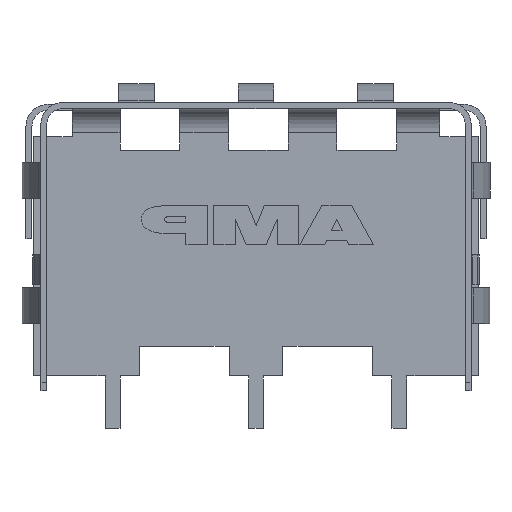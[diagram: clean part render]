
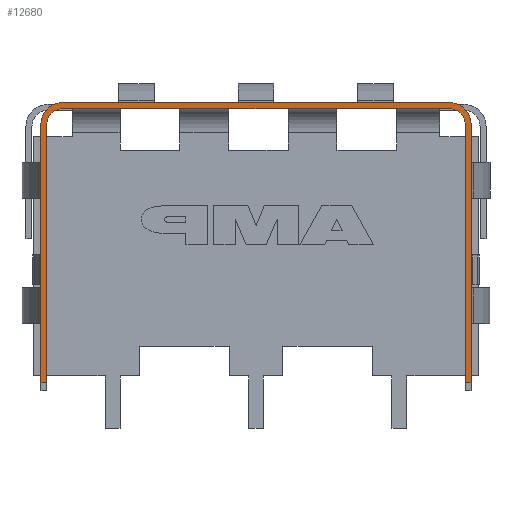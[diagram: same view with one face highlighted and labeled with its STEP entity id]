
A CAD part, left-side view. The second image highlights one B-rep face of the part: STEP entity #12680.
In plain terms, the highlighted planar face has unit normal (-1, 0, 0).
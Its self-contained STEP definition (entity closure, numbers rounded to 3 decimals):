
#6590=CARTESIAN_POINT('',(-42.4,-6.465,9.506));
#6591=VERTEX_POINT('',#6590);
#6598=CARTESIAN_POINT('',(-42.4,6.455,9.506));
#6599=VERTEX_POINT('',#6598);
#6600=CARTESIAN_POINT('',(-42.4,6.455,9.506));
#6601=DIRECTION('',(0.0,-1.0,0.0));
#6602=VECTOR('',#6601,12.92);
#6603=LINE('',#6600,#6602);
#6604=EDGE_CURVE('',#6599,#6591,#6603,.T.);
#7531=CARTESIAN_POINT('',(-42.4,7.195,0.326));
#7532=VERTEX_POINT('',#7531);
#7539=CARTESIAN_POINT('',(-42.4,7.195,8.966));
#7540=VERTEX_POINT('',#7539);
#7541=CARTESIAN_POINT('',(-42.4,7.195,0.326));
#7542=DIRECTION('',(0.0,0.0,1.0));
#7543=VECTOR('',#7542,8.64);
#7544=LINE('',#7541,#7543);
#7545=EDGE_CURVE('',#7532,#7540,#7544,.T.);
#7930=CARTESIAN_POINT('',(-42.4,6.995,8.966));
#7931=VERTEX_POINT('',#7930);
#7938=CARTESIAN_POINT('',(-42.4,6.995,0.326));
#7939=VERTEX_POINT('',#7938);
#7940=CARTESIAN_POINT('',(-42.4,6.995,0.326));
#7941=DIRECTION('',(0.0,0.0,1.0));
#7942=VECTOR('',#7941,8.64);
#7943=LINE('',#7940,#7942);
#7944=EDGE_CURVE('',#7939,#7931,#7943,.T.);
#8591=CARTESIAN_POINT('',(-42.4,6.455,9.706));
#8592=VERTEX_POINT('',#8591);
#8593=CARTESIAN_POINT('',(-42.4,6.455,8.966));
#8594=DIRECTION('',(1.0,0.0,0.0));
#8595=DIRECTION('',(0.0,1.0,0.0));
#8596=AXIS2_PLACEMENT_3D('',#8593,#8594,#8595);
#8597=CIRCLE('',#8596,0.74);
#8598=EDGE_CURVE('',#7540,#8592,#8597,.T.);
#8998=CARTESIAN_POINT('',(-42.4,-6.465,9.706));
#8999=VERTEX_POINT('',#8998);
#9000=CARTESIAN_POINT('',(-42.4,6.455,9.706));
#9001=DIRECTION('',(0.0,-1.0,0.0));
#9002=VECTOR('',#9001,12.92);
#9003=LINE('',#9000,#9002);
#9004=EDGE_CURVE('',#8592,#8999,#9003,.T.);
#12608=CARTESIAN_POINT('',(-42.4,6.455,8.966));
#12609=DIRECTION('',(1.0,0.0,0.0));
#12610=DIRECTION('',(0.0,1.0,0.0));
#12611=AXIS2_PLACEMENT_3D('',#12608,#12609,#12610);
#12612=CIRCLE('',#12611,0.54);
#12613=EDGE_CURVE('',#7931,#6599,#12612,.T.);
#12621=CARTESIAN_POINT('',(-42.4,6.418,8.929));
#12622=DIRECTION('',(1.0,0.0,0.0));
#12623=DIRECTION('',(0.0,1.0,0.0));
#12624=AXIS2_PLACEMENT_3D('',#12621,#12622,#12623);
#12625=PLANE('',#12624);
#12626=ORIENTED_EDGE('',*,*,#12613,.T.);
#12627=ORIENTED_EDGE('',*,*,#6604,.T.);
#12628=CARTESIAN_POINT('',(-42.4,-7.005,8.966));
#12629=VERTEX_POINT('',#12628);
#12630=CARTESIAN_POINT('',(-42.4,-6.465,8.966));
#12631=DIRECTION('',(1.0,0.0,0.0));
#12632=DIRECTION('',(0.0,0.0,1.0));
#12633=AXIS2_PLACEMENT_3D('',#12630,#12631,#12632);
#12634=CIRCLE('',#12633,0.54);
#12635=EDGE_CURVE('',#6591,#12629,#12634,.T.);
#12636=ORIENTED_EDGE('',*,*,#12635,.T.);
#12637=CARTESIAN_POINT('',(-42.4,-7.005,0.326));
#12638=VERTEX_POINT('',#12637);
#12639=CARTESIAN_POINT('',(-42.4,-7.005,8.966));
#12640=DIRECTION('',(0.0,0.0,-1.0));
#12641=VECTOR('',#12640,8.64);
#12642=LINE('',#12639,#12641);
#12643=EDGE_CURVE('',#12629,#12638,#12642,.T.);
#12644=ORIENTED_EDGE('',*,*,#12643,.T.);
#12645=CARTESIAN_POINT('',(-42.4,-7.205,0.326));
#12646=VERTEX_POINT('',#12645);
#12647=CARTESIAN_POINT('',(-42.4,-7.005,0.326));
#12648=DIRECTION('',(0.0,-1.0,0.0));
#12649=VECTOR('',#12648,0.2);
#12650=LINE('',#12647,#12649);
#12651=EDGE_CURVE('',#12638,#12646,#12650,.T.);
#12652=ORIENTED_EDGE('',*,*,#12651,.T.);
#12653=CARTESIAN_POINT('',(-42.4,-7.205,8.966));
#12654=VERTEX_POINT('',#12653);
#12655=CARTESIAN_POINT('',(-42.4,-7.205,8.966));
#12656=DIRECTION('',(0.0,0.0,-1.0));
#12657=VECTOR('',#12656,8.64);
#12658=LINE('',#12655,#12657);
#12659=EDGE_CURVE('',#12654,#12646,#12658,.T.);
#12660=ORIENTED_EDGE('',*,*,#12659,.F.);
#12661=CARTESIAN_POINT('',(-42.4,-6.465,8.966));
#12662=DIRECTION('',(1.0,0.0,0.0));
#12663=DIRECTION('',(0.0,0.0,1.0));
#12664=AXIS2_PLACEMENT_3D('',#12661,#12662,#12663);
#12665=CIRCLE('',#12664,0.74);
#12666=EDGE_CURVE('',#8999,#12654,#12665,.T.);
#12667=ORIENTED_EDGE('',*,*,#12666,.F.);
#12668=ORIENTED_EDGE('',*,*,#9004,.F.);
#12669=ORIENTED_EDGE('',*,*,#8598,.F.);
#12670=ORIENTED_EDGE('',*,*,#7545,.F.);
#12671=CARTESIAN_POINT('',(-42.4,6.995,0.326));
#12672=DIRECTION('',(0.0,1.0,0.0));
#12673=VECTOR('',#12672,0.2);
#12674=LINE('',#12671,#12673);
#12675=EDGE_CURVE('',#7939,#7532,#12674,.T.);
#12676=ORIENTED_EDGE('',*,*,#12675,.F.);
#12677=ORIENTED_EDGE('',*,*,#7944,.T.);
#12678=EDGE_LOOP('',(#12626,#12627,#12636,#12644,#12652,#12660,#12667,#12668,#12669,#12670,#12676,#12677));
#12679=FACE_OUTER_BOUND('',#12678,.T.);
#12680=ADVANCED_FACE('',(#12679),#12625,.F.);
